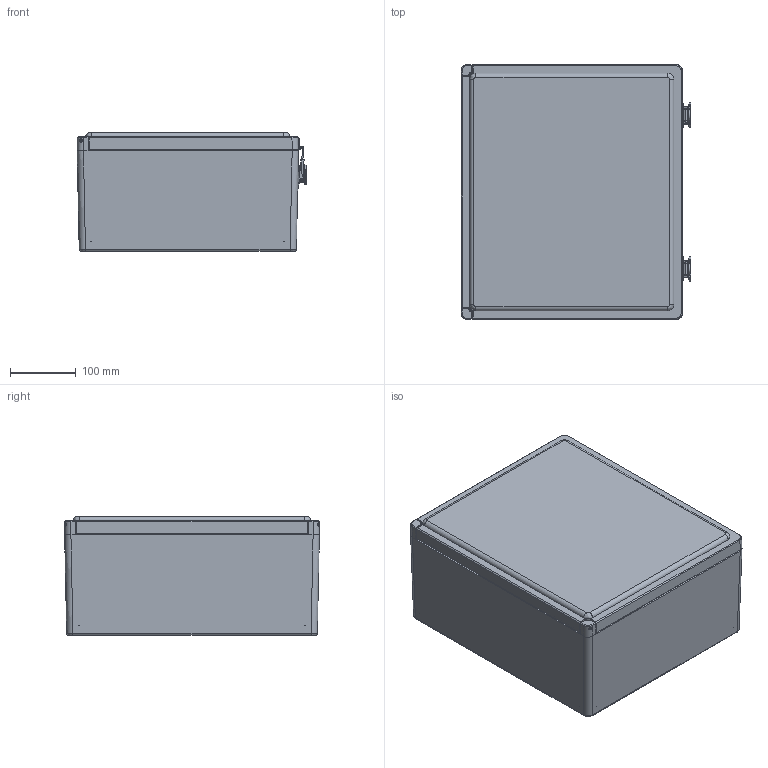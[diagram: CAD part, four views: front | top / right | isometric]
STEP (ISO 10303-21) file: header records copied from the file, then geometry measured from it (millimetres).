
FILE_DESCRIPTION(/* description */ (''),/* implementation_level */ '2;1');
FILE_NAME(/* name */ 'HW-151307CHTL.stp',/* time_stamp */ '2014-04-09T08:37:22-05:00',/* author */ ('jtigges'),/* organization */ (''),/* preprocessor_version */ 'ST-DEVELOPER v15.2',/* originating_system */ 'Autodesk Inventor 2014',/* authorisation */ '');
FILE_SCHEMA (('AUTOMOTIVE_DESIGN { 1 0 10303 214 3 1 1 }'));
Length unit declared in the file: inch
Products named in the file (21): WP1513HLLBOX; 0.3125-18 X 0.563 DP BRASS INSERT; 10-32 X0.3125 DP BRASS INSERT; 10-24 X 0.625 DP BRASS INSERT; ALIGNMENT PIN; LL150 body; LL150 handle; LL150 bottom; LL150 hinge pin; LL150 LATCH; RMRIV44; WP1513HLLCVR; GASKET_1513H; COVER CLIP; PUSH TACK; SS HINGE PIN; SS HINGE PIN WASHER; RMRIV46; CL1513HLL_STP
Bounding box: 348.59 x 386.59 x 180.18 mm (x, y, z)
Volume: 2290867.8 mm3; surface area: 1100698.5 mm2
Topology: 41 solids, 41 shells, 1502 faces, 3575 edges, 2164 vertices
Faces by surface type: cylinder 553, plane 527, torus 178, cone 112, bspline 100, sphere 32
Full cylindrical faces by diameter (mm): 1.267 x4, 1.27 x2, 2.235 x2, 2.42 x2, 2.438 x2, 2.489 x2, 2.64 x8, 3.302 x4, 3.429 x10, 3.556 x20, 3.683 x2, 3.962 x4, 3.969 x2, 4.52 x4, 4.547 x2, 4.7 x11, 4.762 x8, 5.08 x4, 5.556 x2, 5.84 x2, 5.944 x2, 7.1 x2, 7.144 x12, 7.6 x1, 7.938 x4, 9.42 x2, 9.525 x2, 13.494 x8, 15.24 x2
Entity records: 40893 total; most frequent: CARTESIAN_POINT 13345, DIRECTION 6046, ORIENTED_EDGE 5350, EDGE_CURVE 2675, AXIS2_PLACEMENT_3D 2363, VERTEX_POINT 1668, EDGE_LOOP 1349, LINE 1320
